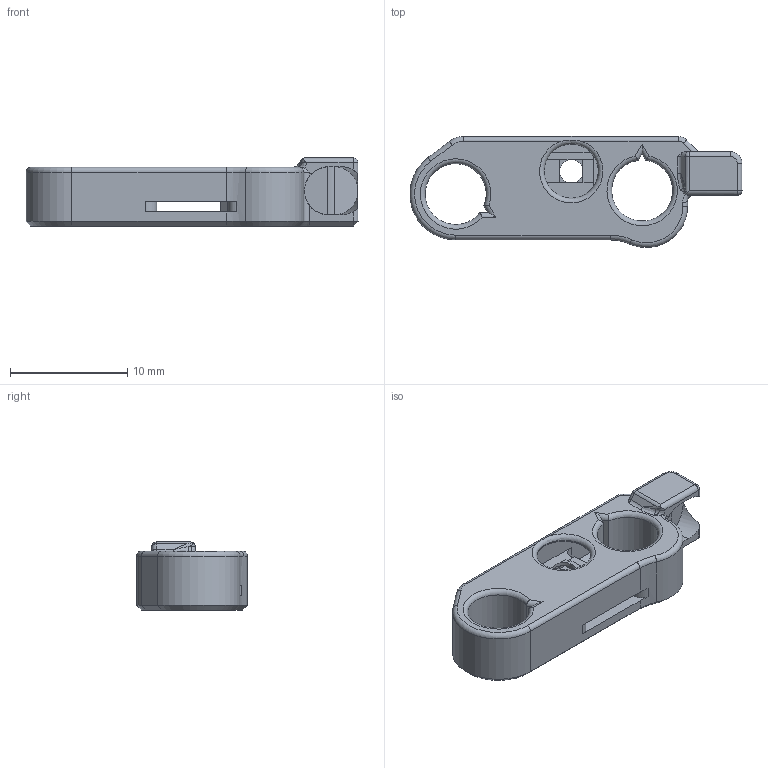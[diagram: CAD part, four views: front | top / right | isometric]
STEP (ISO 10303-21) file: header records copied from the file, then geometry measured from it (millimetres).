
FILE_DESCRIPTION(/* description */ ('STEP AP242'),/* implementation_level */ '2;1');
FILE_NAME(/* name */ 'A4T Filament Cutter v21.step',/* time_stamp */ '2025-04-22T19:41:01+01:00',/* author */ (''),/* organization */ (''),/* preprocessor_version */ 'ST-DEVELOPER v20.1',/* originating_system */ 'Autodesk Translation Framework v14.4.0.0',/* authorisation */ '');
FILE_SCHEMA (('AUTOMOTIVE_DESIGN { 1 0 10303 214 3 1 1 }'));
Length unit declared in the file: millimetre
Products named in the file (3): Xol-Carriage_MGN12H_Monolith_BETA2 [assembly]; Extruder Adapters; Blade Holder
Assembly tree (2 placements, depth 3):
  Xol-Carriage_MGN12H_Monolith_BETA2 [assembly]
    Extruder Adapters
      Blade Holder
Bounding box: 28.27 x 9.44 x 5.8 mm (x, y, z)
Volume: 755 mm3; surface area: 974 mm2
Topology: 1 solids, 1 shells, 121 faces, 309 edges, 186 vertices
Faces by surface type: plane 53, cylinder 40, torus 11, cone 11, bspline 4, sphere 2
Full cylindrical faces by diameter (mm): 2 x2, 4.6 x1
Entity records: 3903 total; most frequent: CARTESIAN_POINT 865, DIRECTION 644, ORIENTED_EDGE 616, EDGE_CURVE 308, AXIS2_PLACEMENT_3D 234, VERTEX_POINT 186, LINE 176, VECTOR 176
